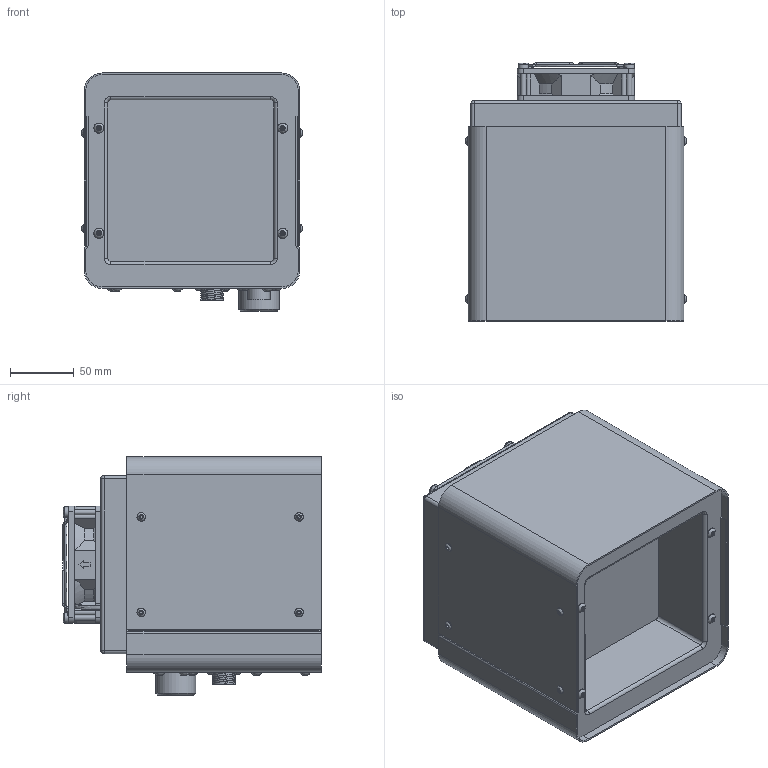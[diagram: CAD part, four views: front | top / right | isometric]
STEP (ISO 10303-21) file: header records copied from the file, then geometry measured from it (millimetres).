
FILE_DESCRIPTION (( 'STEP AP203' ), '1' );
FILE_NAME ('38179 REFL HSG ASSY 5000 EC.STEP', '2018-02-12T20:07:33', ( '' ), ( '' ), 'SwSTEP 2.0', 'SolidWorks 2017', '' );
FILE_SCHEMA (( 'CONFIG_CONTROL_DESIGN' ));
Products named in the file (1): 38179 REFL HSG ASSY 5000 EC
Bounding box: 172.87 x 202.76 x 186.82 mm (x, y, z)
Volume: 3902454.2 mm3; surface area: 243148.3 mm2
Topology: 1 solids, 33 shells, 1986 faces, 4820 edges, 3034 vertices
Faces by surface type: plane 1364, cylinder 275, cone 256, torus 43, sphere 38, bspline 10
Full cylindrical faces by diameter (mm): 1.08 x9, 1.092 x8, 1.6 x4, 2.083 x8, 2.845 x12, 3.505 x12, 3.556 x12, 4.166 x16, 4.216 x12, 4.978 x2, 5.385 x4, 5.41 x18, 6.655 x8, 7.925 x14, 8.179 x4, 10.516 x1, 10.77 x1, 17.45 x1, 19.05 x2, 26.924 x1, 31.496 x1, 33.325 x1, 40.7 x1, 83.8 x1
Entity records: 61987 total; most frequent: CARTESIAN_POINT 17144, DIRECTION 9013, ORIENTED_EDGE 8962, EDGE_CURVE 4481, AXIS2_PLACEMENT_3D 3016, VECTOR 2981, LINE 2981, VERTEX_POINT 2904
